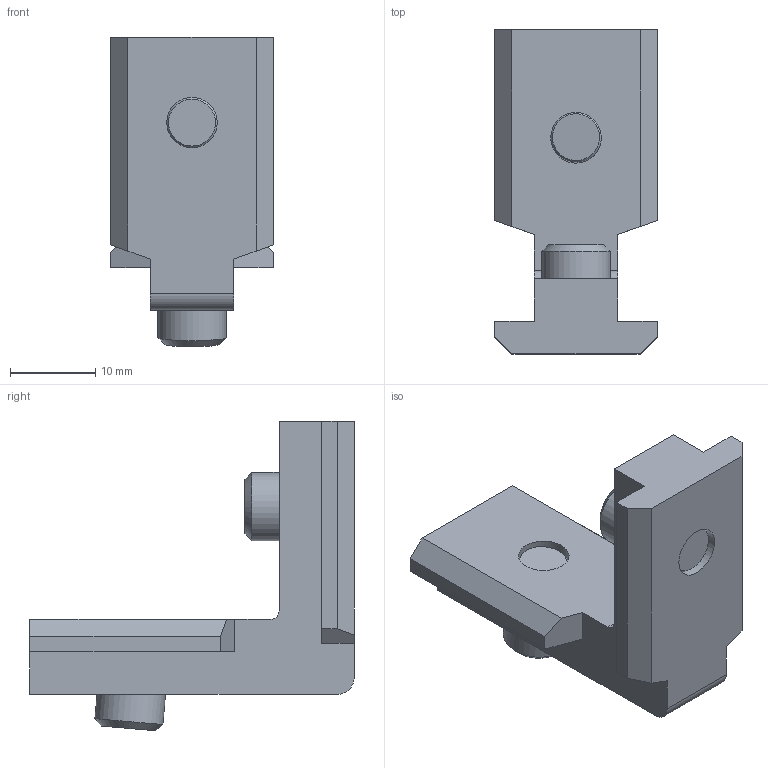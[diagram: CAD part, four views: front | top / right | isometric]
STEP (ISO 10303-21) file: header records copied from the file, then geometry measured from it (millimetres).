
FILE_DESCRIPTION(('STEP AP203'),'1');
FILE_NAME('FIXE10B1212.stp','2023-10-17T11:29:52',(' '),(' '),'Spatial InterOp 3D',' ',' ');
FILE_SCHEMA(('CONFIG_CONTROL_DESIGN'));
Length unit declared in the file: millimetre
Products named in the file (3): Equerre interne 10 45; Vis; Équerre
Assembly tree (3 placements, depth 2):
  Equerre interne 10 45
    Vis  x2
    Équerre
Bounding box: 19 x 38 x 36.26 mm (x, y, z)
Volume: 7305.2 mm3; surface area: 4413 mm2
Topology: 3 solids, 3 shells, 52 faces, 130 edges, 86 vertices
Faces by surface type: plane 42, cylinder 6, cone 4
Full cylindrical faces by diameter (mm): 5.917 x2, 8 x2
Entity records: 1776 total; most frequent: CARTESIAN_POINT 210, DIRECTION 198, ORIENTED_EDGE 196, EDGE_CURVE 98, LINE 86, VECTOR 86, PROPERTY_DEFINITION_REPRESENTATION 72, GENERAL_PROPERTY_ASSOCIATION 72
